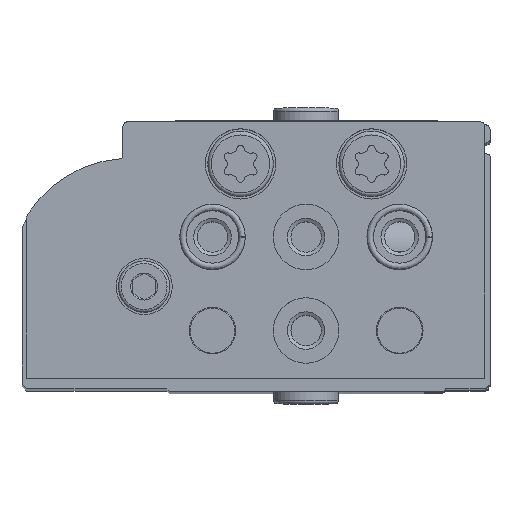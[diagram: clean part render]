
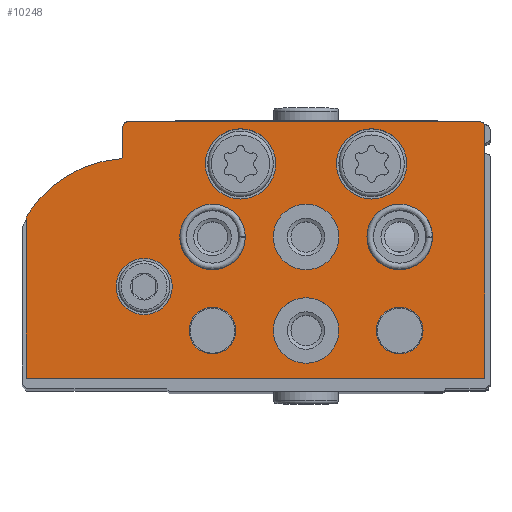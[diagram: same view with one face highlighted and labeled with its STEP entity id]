
A CAD part, top view. The second image highlights one B-rep face of the part: STEP entity #10248.
In plain terms, the highlighted face is planar.
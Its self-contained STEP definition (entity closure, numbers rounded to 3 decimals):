
#309=PLANE('',#11388);
#873=CIRCLE('',#11374,0.5);
#874=CIRCLE('',#11379,1.);
#875=CIRCLE('',#11381,13.);
#876=CIRCLE('',#11383,0.3);
#877=CIRCLE('',#11386,0.5);
#878=CIRCLE('',#11389,3.);
#879=CIRCLE('',#11390,3.75);
#880=CIRCLE('',#11391,3.75);
#881=CIRCLE('',#11392,3.5);
#882=CIRCLE('',#11393,3.5);
#883=CIRCLE('',#11394,3.5);
#884=CIRCLE('',#11395,3.5);
#885=CIRCLE('',#11396,2.5);
#886=CIRCLE('',#11397,2.5);
#1661=LINE('',#17412,#2410);
#1663=LINE('',#17416,#2412);
#1665=LINE('',#17420,#2414);
#1670=LINE('',#17436,#2419);
#1673=LINE('',#17444,#2422);
#2410=VECTOR('',#14075,1000.);
#2412=VECTOR('',#14079,1000.);
#2414=VECTOR('',#14083,1000.);
#2419=VECTOR('',#14102,1000.);
#2422=VECTOR('',#14111,1000.);
#4588=ORIENTED_EDGE('',*,*,#6429,.T.);
#4589=ORIENTED_EDGE('',*,*,#6430,.T.);
#4590=ORIENTED_EDGE('',*,*,#6431,.T.);
#4591=ORIENTED_EDGE('',*,*,#6432,.T.);
#4592=ORIENTED_EDGE('',*,*,#6433,.T.);
#4593=ORIENTED_EDGE('',*,*,#6434,.T.);
#4594=ORIENTED_EDGE('',*,*,#6435,.T.);
#4595=ORIENTED_EDGE('',*,*,#6436,.T.);
#4596=ORIENTED_EDGE('',*,*,#6437,.T.);
#4597=ORIENTED_EDGE('',*,*,#6408,.F.);
#4598=ORIENTED_EDGE('',*,*,#6427,.F.);
#4599=ORIENTED_EDGE('',*,*,#6425,.F.);
#4600=ORIENTED_EDGE('',*,*,#6423,.F.);
#4601=ORIENTED_EDGE('',*,*,#6421,.T.);
#4602=ORIENTED_EDGE('',*,*,#6419,.F.);
#4603=ORIENTED_EDGE('',*,*,#6417,.F.);
#4604=ORIENTED_EDGE('',*,*,#6415,.F.);
#4605=ORIENTED_EDGE('',*,*,#6413,.F.);
#4606=ORIENTED_EDGE('',*,*,#6411,.F.);
#6408=EDGE_CURVE('',#7535,#7536,#873,.T.);
#6411=EDGE_CURVE('',#7536,#7537,#1661,.T.);
#6413=EDGE_CURVE('',#7537,#7538,#1663,.T.);
#6415=EDGE_CURVE('',#7538,#7539,#1665,.T.);
#6417=EDGE_CURVE('',#7539,#7540,#874,.T.);
#6419=EDGE_CURVE('',#7540,#7541,#875,.T.);
#6421=EDGE_CURVE('',#7542,#7541,#876,.T.);
#6423=EDGE_CURVE('',#7542,#7543,#1670,.T.);
#6425=EDGE_CURVE('',#7543,#7544,#877,.T.);
#6427=EDGE_CURVE('',#7544,#7535,#1673,.T.);
#6429=EDGE_CURVE('',#7545,#7545,#878,.T.);
#6430=EDGE_CURVE('',#7546,#7546,#879,.T.);
#6431=EDGE_CURVE('',#7547,#7547,#880,.T.);
#6432=EDGE_CURVE('',#7548,#7548,#881,.T.);
#6433=EDGE_CURVE('',#7549,#7549,#882,.T.);
#6434=EDGE_CURVE('',#7550,#7550,#883,.T.);
#6435=EDGE_CURVE('',#7551,#7551,#884,.T.);
#6436=EDGE_CURVE('',#7552,#7552,#885,.T.);
#6437=EDGE_CURVE('',#7553,#7553,#886,.T.);
#7535=VERTEX_POINT('',#17407);
#7536=VERTEX_POINT('',#17408);
#7537=VERTEX_POINT('',#17413);
#7538=VERTEX_POINT('',#17417);
#7539=VERTEX_POINT('',#17421);
#7540=VERTEX_POINT('',#17425);
#7541=VERTEX_POINT('',#17429);
#7542=VERTEX_POINT('',#17433);
#7543=VERTEX_POINT('',#17437);
#7544=VERTEX_POINT('',#17441);
#7545=VERTEX_POINT('',#17448);
#7546=VERTEX_POINT('',#17450);
#7547=VERTEX_POINT('',#17452);
#7548=VERTEX_POINT('',#17454);
#7549=VERTEX_POINT('',#17456);
#7550=VERTEX_POINT('',#17458);
#7551=VERTEX_POINT('',#17460);
#7552=VERTEX_POINT('',#17462);
#7553=VERTEX_POINT('',#17464);
#8361=EDGE_LOOP('',(#4588));
#8362=EDGE_LOOP('',(#4589));
#8363=EDGE_LOOP('',(#4590));
#8364=EDGE_LOOP('',(#4591));
#8365=EDGE_LOOP('',(#4592));
#8366=EDGE_LOOP('',(#4593));
#8367=EDGE_LOOP('',(#4594));
#8368=EDGE_LOOP('',(#4595));
#8369=EDGE_LOOP('',(#4596));
#8370=EDGE_LOOP('',(#4597,#4598,#4599,#4600,#4601,#4602,#4603,#4604,#4605,
#4606));
#9252=FACE_BOUND('',#8361,.T.);
#9253=FACE_BOUND('',#8362,.T.);
#9254=FACE_BOUND('',#8363,.T.);
#9255=FACE_BOUND('',#8364,.T.);
#9256=FACE_BOUND('',#8365,.T.);
#9257=FACE_BOUND('',#8366,.T.);
#9258=FACE_BOUND('',#8367,.T.);
#9259=FACE_BOUND('',#8368,.T.);
#9260=FACE_BOUND('',#8369,.T.);
#9261=FACE_BOUND('',#8370,.T.);
#10248=ADVANCED_FACE('',(#9252,#9253,#9254,#9255,#9256,#9257,#9258,#9259,
#9260,#9261),#309,.F.);
#11374=AXIS2_PLACEMENT_3D('',#17406,#14069,#14070);
#11379=AXIS2_PLACEMENT_3D('',#17424,#14087,#14088);
#11381=AXIS2_PLACEMENT_3D('',#17428,#14092,#14093);
#11383=AXIS2_PLACEMENT_3D('',#17432,#14097,#14098);
#11386=AXIS2_PLACEMENT_3D('',#17440,#14106,#14107);
#11388=AXIS2_PLACEMENT_3D('',#17446,#14113,#14114);
#11389=AXIS2_PLACEMENT_3D('',#17447,#14115,#14116);
#11390=AXIS2_PLACEMENT_3D('',#17449,#14117,#14118);
#11391=AXIS2_PLACEMENT_3D('',#17451,#14119,#14120);
#11392=AXIS2_PLACEMENT_3D('',#17453,#14121,#14122);
#11393=AXIS2_PLACEMENT_3D('',#17455,#14123,#14124);
#11394=AXIS2_PLACEMENT_3D('',#17457,#14125,#14126);
#11395=AXIS2_PLACEMENT_3D('',#17459,#14127,#14128);
#11396=AXIS2_PLACEMENT_3D('',#17461,#14129,#14130);
#11397=AXIS2_PLACEMENT_3D('',#17463,#14131,#14132);
#14069=DIRECTION('',(0.,0.,1.));
#14070=DIRECTION('',(1.,0.,0.));
#14075=DIRECTION('',(0.,-1.,0.));
#14079=DIRECTION('',(1.,0.,0.));
#14083=DIRECTION('',(0.,1.,0.));
#14087=DIRECTION('',(0.,0.,1.));
#14088=DIRECTION('',(1.,0.,0.));
#14092=DIRECTION('',(0.,0.,1.));
#14093=DIRECTION('',(1.,0.,0.));
#14097=DIRECTION('',(0.,0.,1.));
#14098=DIRECTION('',(1.,0.,0.));
#14102=DIRECTION('',(0.,1.,0.));
#14106=DIRECTION('',(0.,0.,1.));
#14107=DIRECTION('',(1.,0.,0.));
#14111=DIRECTION('',(-1.,0.,0.));
#14113=DIRECTION('',(0.,0.,1.));
#14114=DIRECTION('',(1.,0.,0.));
#14115=DIRECTION('',(0.,0.,1.));
#14116=DIRECTION('',(1.,0.,0.));
#14117=DIRECTION('',(0.,0.,1.));
#14118=DIRECTION('',(1.,0.,0.));
#14119=DIRECTION('',(0.,0.,1.));
#14120=DIRECTION('',(1.,0.,0.));
#14121=DIRECTION('',(0.,0.,1.));
#14122=DIRECTION('',(1.,0.,0.));
#14123=DIRECTION('',(0.,0.,1.));
#14124=DIRECTION('',(1.,0.,0.));
#14125=DIRECTION('',(0.,0.,1.));
#14126=DIRECTION('',(1.,0.,0.));
#14127=DIRECTION('',(0.,0.,1.));
#14128=DIRECTION('',(1.,0.,0.));
#14129=DIRECTION('',(0.,0.,1.));
#14130=DIRECTION('',(1.,0.,0.));
#14131=DIRECTION('',(0.,0.,1.));
#14132=DIRECTION('',(1.,0.,0.));
#17406=CARTESIAN_POINT('',(0.5,26.9,0.));
#17407=CARTESIAN_POINT('',(0.5,27.4,0.));
#17408=CARTESIAN_POINT('',(0.,26.9,0.));
#17412=CARTESIAN_POINT('',(0.,26.9,0.));
#17413=CARTESIAN_POINT('',(0.,0.,0.));
#17416=CARTESIAN_POINT('',(0.,0.,0.));
#17417=CARTESIAN_POINT('',(49.,0.,0.));
#17420=CARTESIAN_POINT('',(49.,0.,0.));
#17421=CARTESIAN_POINT('',(49.,16.98,0.));
#17424=CARTESIAN_POINT('',(48.,16.98,0.));
#17425=CARTESIAN_POINT('',(48.842,17.52,0.));
#17428=CARTESIAN_POINT('',(37.9,10.5,0.));
#17429=CARTESIAN_POINT('',(38.936,23.459,0.));
#17432=CARTESIAN_POINT('',(38.96,23.758,0.));
#17433=CARTESIAN_POINT('',(38.66,23.758,0.));
#17436=CARTESIAN_POINT('',(38.66,23.758,0.));
#17437=CARTESIAN_POINT('',(38.66,26.9,0.));
#17440=CARTESIAN_POINT('',(38.16,26.9,0.));
#17441=CARTESIAN_POINT('',(38.16,27.4,0.));
#17444=CARTESIAN_POINT('',(38.16,27.4,0.));
#17446=CARTESIAN_POINT('',(0.5,26.9,0.));
#17447=CARTESIAN_POINT('',(36.4,9.8,0.));
#17448=CARTESIAN_POINT('',(39.4,9.8,0.));
#17449=CARTESIAN_POINT('',(26.1,22.9,0.));
#17450=CARTESIAN_POINT('',(29.85,22.9,0.));
#17451=CARTESIAN_POINT('',(12.1,22.9,0.));
#17452=CARTESIAN_POINT('',(15.85,22.9,0.));
#17453=CARTESIAN_POINT('',(29.1,15.1,0.));
#17454=CARTESIAN_POINT('',(32.6,15.1,0.));
#17455=CARTESIAN_POINT('',(19.1,15.1,0.));
#17456=CARTESIAN_POINT('',(22.6,15.1,0.));
#17457=CARTESIAN_POINT('',(9.1,15.1,0.));
#17458=CARTESIAN_POINT('',(12.6,15.1,0.));
#17459=CARTESIAN_POINT('',(19.1,5.1,0.));
#17460=CARTESIAN_POINT('',(22.6,5.1,0.));
#17461=CARTESIAN_POINT('',(29.1,5.1,0.));
#17462=CARTESIAN_POINT('',(31.6,5.1,0.));
#17463=CARTESIAN_POINT('',(9.1,5.1,0.));
#17464=CARTESIAN_POINT('',(11.6,5.1,0.));
